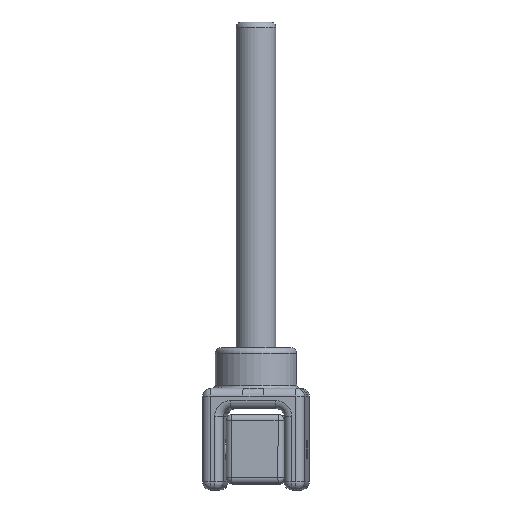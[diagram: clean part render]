
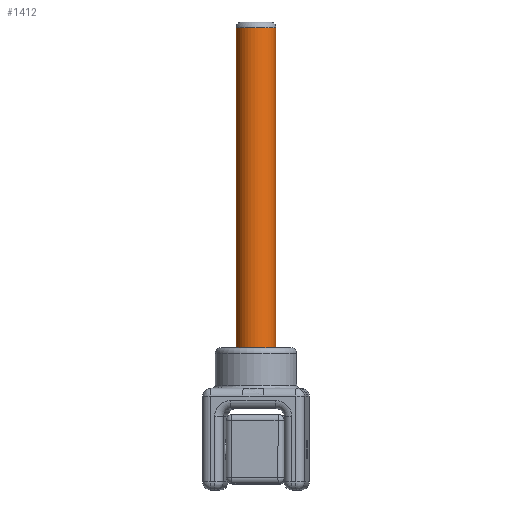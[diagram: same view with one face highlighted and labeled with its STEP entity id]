
A CAD part, front view. The second image highlights one B-rep face of the part: STEP entity #1412.
In plain terms, the highlighted cylindrical face has radius 3.111 mm (diameter 6.223 mm), a full revolution.
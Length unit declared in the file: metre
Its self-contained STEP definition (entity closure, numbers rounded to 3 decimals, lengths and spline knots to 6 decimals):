
#249=CYLINDRICAL_SURFACE('',#1603,0.003112);
#438=ORIENTED_EDGE('',*,*,#772,.T.);
#439=ORIENTED_EDGE('',*,*,#771,.T.);
#771=EDGE_CURVE('',#943,#943,#1025,.T.);
#772=EDGE_CURVE('',#944,#944,#1026,.F.);
#943=VERTEX_POINT('',#2462);
#944=VERTEX_POINT('',#2465);
#1025=CIRCLE('',#1602,0.003112);
#1026=CIRCLE('',#1604,0.003112);
#1145=EDGE_LOOP('',(#438));
#1146=EDGE_LOOP('',(#439));
#1273=FACE_BOUND('',#1145,.T.);
#1274=FACE_BOUND('',#1146,.T.);
#1412=ADVANCED_FACE('',(#1273,#1274),#249,.T.);
#1602=AXIS2_PLACEMENT_3D('',#2461,#1961,#1962);
#1603=AXIS2_PLACEMENT_3D('',#2463,#1963,#1964);
#1604=AXIS2_PLACEMENT_3D('',#2464,#1965,#1966);
#1961=DIRECTION('',(1.,0.,0.));
#1962=DIRECTION('',(0.,1.,0.));
#1963=DIRECTION('',(1.,0.,0.));
#1964=DIRECTION('',(0.,1.,0.));
#1965=DIRECTION('',(1.,0.,0.));
#1966=DIRECTION('',(0.,1.,0.));
#2461=CARTESIAN_POINT('',(-0.054293,0.016193,0.02667));
#2462=CARTESIAN_POINT('',(-0.054293,0.019304,0.02667));
#2463=CARTESIAN_POINT('',(-0.028893,0.016193,0.02667));
#2464=CARTESIAN_POINT('',(-0.004382,0.016193,0.02667));
#2465=CARTESIAN_POINT('',(-0.004382,0.019304,0.02667));
